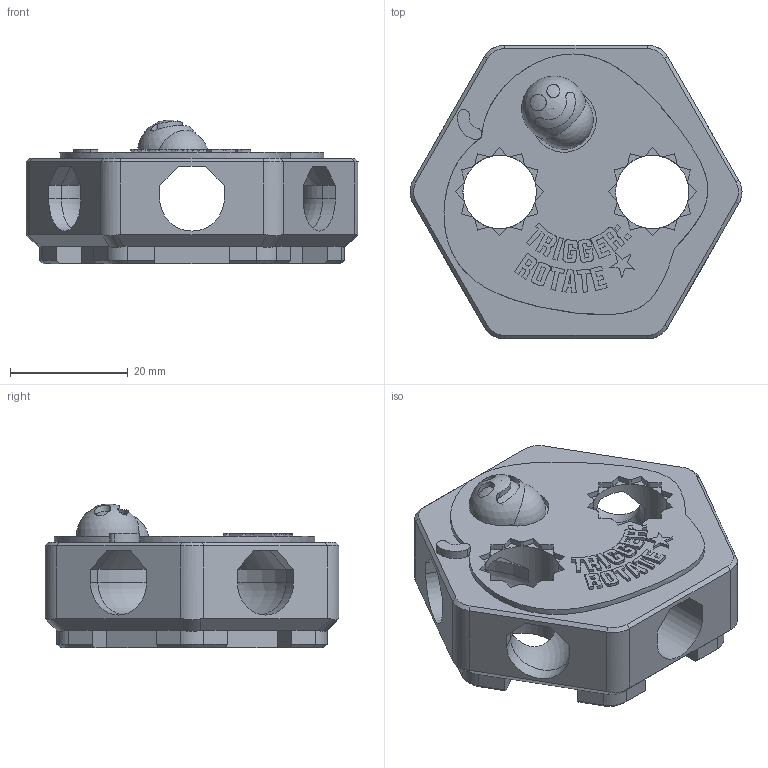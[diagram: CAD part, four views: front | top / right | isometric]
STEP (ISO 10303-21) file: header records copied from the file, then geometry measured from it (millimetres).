
FILE_DESCRIPTION(/* description */ (''),/* implementation_level */ '2;1');
FILE_NAME(/* name */ 'Apple Tile.step',/* time_stamp */ '2025-04-06T14:42:56-07:00',/* author */ (''),/* organization */ (''),/* preprocessor_version */ 'ST-DEVELOPER v20.1',/* originating_system */ 'Autodesk Translation Framework v14.4.0.0',/* authorisation */ '');
FILE_SCHEMA (('AUTOMOTIVE_DESIGN { 1 0 10303 214 3 1 1 }'));
Length unit declared in the file: millimetre
Products named in the file (2): Apple; Apple_1
Assembly tree (1 placements, depth 2):
  Apple
    Apple_1
Bounding box: 56.5 x 50 x 24.5 mm (x, y, z)
Volume: 24490.2 mm3; surface area: 11141.5 mm2
Topology: 1 solids, 1 shells, 496 faces, 1344 edges, 878 vertices
Faces by surface type: plane 367, bspline 56, cylinder 44, cone 20, sphere 5, torus 4
Full cylindrical faces by diameter (mm): 12.5 x2
Entity records: 17099 total; most frequent: CARTESIAN_POINT 4786, ORIENTED_EDGE 2686, DIRECTION 2279, EDGE_CURVE 1343, LINE 1037, VECTOR 1037, VERTEX_POINT 878, AXIS2_PLACEMENT_3D 621
